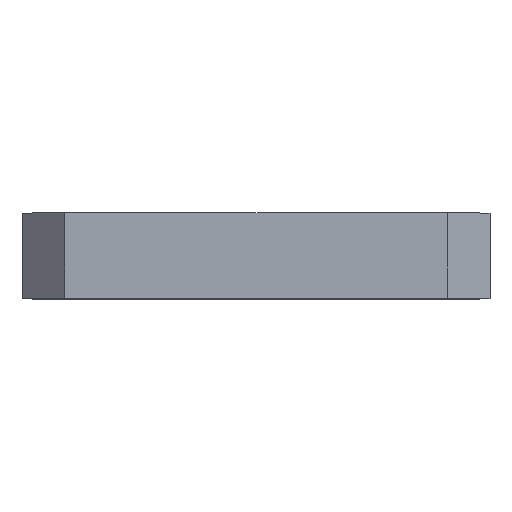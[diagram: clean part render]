
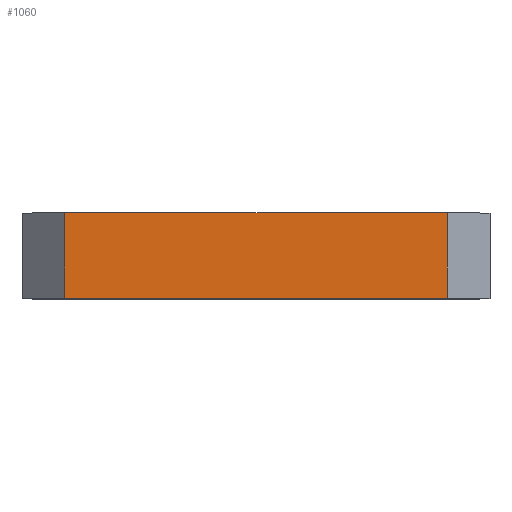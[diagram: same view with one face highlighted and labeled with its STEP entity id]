
A CAD part, top view. The second image highlights one B-rep face of the part: STEP entity #1060.
In plain terms, the highlighted planar face has unit normal (0, 0, 1).
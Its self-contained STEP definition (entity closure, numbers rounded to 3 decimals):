
#1 = CARTESIAN_POINT ( 'NONE',  ( -27.5, 10., 34.5 ) ) ;
#56 = CARTESIAN_POINT ( 'NONE',  ( -22.5, 10., 34.5 ) ) ;
#83 = CARTESIAN_POINT ( 'NONE',  ( -27.5, 10., 34.5 ) ) ;
#86 = FACE_OUTER_BOUND ( 'NONE', #269, .T. ) ;
#96 = DIRECTION ( 'NONE',  ( 1., 0., 0. ) ) ;
#148 = LINE ( 'NONE', #244, #614 ) ;
#152 = ORIENTED_EDGE ( 'NONE', *, *, #576, .T. ) ;
#241 = EDGE_CURVE ( 'NONE', #945, #1091, #907, .T. ) ;
#244 = CARTESIAN_POINT ( 'NONE',  ( 22.5, 10., 34.5 ) ) ;
#269 = EDGE_LOOP ( 'NONE', ( #813, #392, #1072, #152 ) ) ;
#270 = CARTESIAN_POINT ( 'NONE',  ( -27.5, 0., 34.5 ) ) ;
#277 = CARTESIAN_POINT ( 'NONE',  ( 22.5, 10., 34.5 ) ) ;
#332 = DIRECTION ( 'NONE',  ( 0., 1., 0. ) ) ;
#392 = ORIENTED_EDGE ( 'NONE', *, *, #745, .T. ) ;
#408 = LINE ( 'NONE', #56, #587 ) ;
#488 = CARTESIAN_POINT ( 'NONE',  ( -22.5, 10., 34.5 ) ) ;
#502 = CARTESIAN_POINT ( 'NONE',  ( 22.5, 0., 34.5 ) ) ;
#532 = LINE ( 'NONE', #270, #987 ) ;
#576 = EDGE_CURVE ( 'NONE', #806, #1091, #148, .T. ) ;
#587 = VECTOR ( 'NONE', #688, 1000. ) ;
#614 = VECTOR ( 'NONE', #332, 1000. ) ;
#688 = DIRECTION ( 'NONE',  ( 0., -1., 0. ) ) ;
#717 = DIRECTION ( 'NONE',  ( 1., 0., 0. ) ) ;
#745 = EDGE_CURVE ( 'NONE', #945, #781, #408, .T. ) ;
#781 = VERTEX_POINT ( 'NONE', #938 ) ;
#806 = VERTEX_POINT ( 'NONE', #502 ) ;
#808 = PLANE ( 'NONE',  #1122 ) ;
#813 = ORIENTED_EDGE ( 'NONE', *, *, #241, .F. ) ;
#907 = LINE ( 'NONE', #83, #940 ) ;
#938 = CARTESIAN_POINT ( 'NONE',  ( -22.5, 0., 34.5 ) ) ;
#940 = VECTOR ( 'NONE', #96, 1000. ) ;
#945 = VERTEX_POINT ( 'NONE', #488 ) ;
#978 = DIRECTION ( 'NONE',  ( 0., 0., -1. ) ) ;
#987 = VECTOR ( 'NONE', #717, 1000. ) ;
#1051 = EDGE_CURVE ( 'NONE', #781, #806, #532, .T. ) ;
#1060 = ADVANCED_FACE ( 'NONE', ( #86 ), #808, .F. ) ;
#1072 = ORIENTED_EDGE ( 'NONE', *, *, #1051, .T. ) ;
#1083 = DIRECTION ( 'NONE',  ( -1., 0., 0. ) ) ;
#1091 = VERTEX_POINT ( 'NONE', #277 ) ;
#1122 = AXIS2_PLACEMENT_3D ( 'NONE', #1, #978, #1083 ) ;
